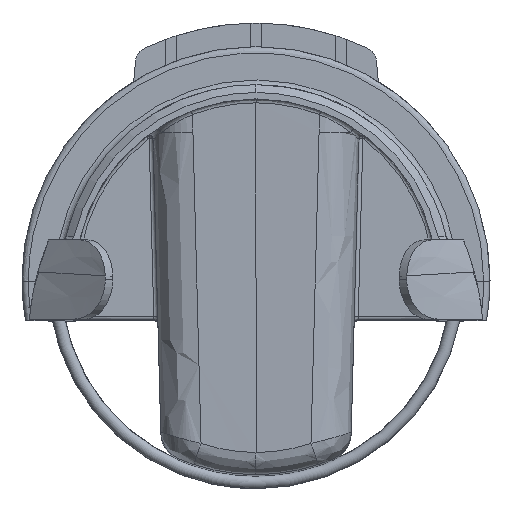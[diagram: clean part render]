
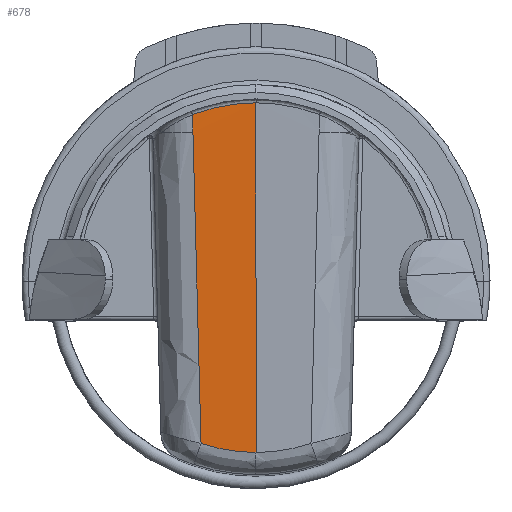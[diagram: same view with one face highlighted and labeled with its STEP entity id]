
A CAD part, top view. The second image highlights one B-rep face of the part: STEP entity #678.
In plain terms, the highlighted free-form (B-spline) face has degree [1, 3] with [2, 9] control points.
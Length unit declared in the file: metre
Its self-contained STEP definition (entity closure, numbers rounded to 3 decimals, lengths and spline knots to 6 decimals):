
#678=ADVANCED_FACE('0:24',(#1617),#1618,.F.);
#1617=FACE_OUTER_BOUND('',#4701,.T.);
#1618=B_SPLINE_SURFACE_WITH_KNOTS('',1,3,((#4702,#4703,#4704,#4705,#4706,#4707,#4708,#4709,#4710),(#4711,#4712,#4713,#4714,#4715,#4716,#4717,#4718,#4719)),.UNSPECIFIED.,.F.,.F.,.F.,(2,2),(4,2,3,4),(0.0,1.0),(1.570796,1.877351,2.183906,2.190037),.UNSPECIFIED.);
#4701=EDGE_LOOP('',(#12031,#12032,#12033,#12034,#12035));
#4702=CARTESIAN_POINT('',(0.,0.027938,0.133629));
#4703=CARTESIAN_POINT('',(-0.002308,0.027938,0.133629));
#4704=CARTESIAN_POINT('',(-0.004616,0.027581,0.133629));
#4705=CARTESIAN_POINT('',(-0.009017,0.026188,0.133629));
#4706=CARTESIAN_POINT('',(-0.01111,0.025151,0.133629));
#4707=CARTESIAN_POINT('',(-0.012998,0.023823,0.133629));
#4708=CARTESIAN_POINT('',(-0.013035,0.023796,0.133629));
#4709=CARTESIAN_POINT('',(-0.013073,0.02377,0.133629));
#4710=CARTESIAN_POINT('',(-0.013111,0.023743,0.133629));
#4711=CARTESIAN_POINT('',(0.,-0.033622,0.132017));
#4712=CARTESIAN_POINT('',(-0.002313,-0.033622,0.132017));
#4713=CARTESIAN_POINT('',(-0.004625,-0.033978,0.132017));
#4714=CARTESIAN_POINT('',(-0.009035,-0.035372,0.132017));
#4715=CARTESIAN_POINT('',(-0.011133,-0.036408,0.132017));
#4716=CARTESIAN_POINT('',(-0.013027,-0.037737,0.132018));
#4717=CARTESIAN_POINT('',(-0.013065,-0.037763,0.132018));
#4718=CARTESIAN_POINT('',(-0.013103,-0.03779,0.132018));
#4719=CARTESIAN_POINT('',(-0.013141,-0.037817,0.132018));
#12031=ORIENTED_EDGE('',*,*,#14880,.F.);
#12032=ORIENTED_EDGE('',*,*,#14881,.F.);
#12033=ORIENTED_EDGE('',*,*,#14739,.F.);
#12034=ORIENTED_EDGE('',*,*,#14882,.T.);
#12035=ORIENTED_EDGE('',*,*,#14883,.F.);
#14739=EDGE_CURVE('',#16070,#16417,#16458,.F.);
#14880=EDGE_CURVE('',#16672,#16673,#16674,.T.);
#14881=EDGE_CURVE('',#16417,#16672,#16675,.T.);
#14882=EDGE_CURVE('',#16070,#16005,#16676,.T.);
#14883=EDGE_CURVE('',#16673,#16005,#16677,.T.);
#16005=VERTEX_POINT('',#18463);
#16070=VERTEX_POINT('',#18574);
#16417=VERTEX_POINT('',#19332);
#16458=B_SPLINE_CURVE_WITH_KNOTS('',3,(#19394,#19395,#19396,#19397),.UNSPECIFIED.,.F.,.F.,(4,4),(0.0,1.0),.UNSPECIFIED.);
#16672=VERTEX_POINT('',#19880);
#16673=VERTEX_POINT('',#19881);
#16674=LINE('',#19882,#19883);
#16675=ELLIPSE('',#19884,0.725544,0.000434);
#16676=LINE('',#19885,#19886);
#16677=B_SPLINE_CURVE_WITH_KNOTS('',3,(#19887,#19888,#19889,#19890,#19891,#19892,#19893,#19894,#19895,#19896),.UNSPECIFIED.,.F.,.F.,(4,2,2,2,4),(0.,0.002046,0.004093,0.006139,0.008186),.UNSPECIFIED.);
#18463=CARTESIAN_POINT('',(0.,0.022713,0.133492));
#18574=CARTESIAN_POINT('',(0.,-0.021394,0.132338));
#19332=CARTESIAN_POINT('',(-0.006935,-0.020255,0.132396));
#19394=CARTESIAN_POINT('',(-0.006935,-0.020255,0.132396));
#19395=CARTESIAN_POINT('',(-0.004699,-0.02101,0.132357));
#19396=CARTESIAN_POINT('',(-0.002361,-0.021394,0.132338));
#19397=CARTESIAN_POINT('',(0.,-0.021394,0.132338));
#19880=CARTESIAN_POINT('',(-0.007956,0.01902,0.133434));
#19881=CARTESIAN_POINT('',(-0.008013,0.021225,0.133492));
#19882=CARTESIAN_POINT('',(-0.007956,0.01902,0.133434));
#19883=VECTOR('',#22878,1.0);
#19884=AXIS2_PLACEMENT_3D('',#22879,#22880,#22881);
#19885=CARTESIAN_POINT('',(0.,-0.021394,0.132338));
#19886=VECTOR('',#22882,1.0);
#19887=CARTESIAN_POINT('',(-0.008013,0.021225,0.133492));
#19888=CARTESIAN_POINT('',(-0.007375,0.021471,0.133492));
#19889=CARTESIAN_POINT('',(-0.006727,0.021686,0.133492));
#19890=CARTESIAN_POINT('',(-0.005414,0.022057,0.133492));
#19891=CARTESIAN_POINT('',(-0.004747,0.022213,0.133492));
#19892=CARTESIAN_POINT('',(-0.003404,0.022463,0.133492));
#19893=CARTESIAN_POINT('',(-0.002728,0.022556,0.133492));
#19894=CARTESIAN_POINT('',(-0.001369,0.022682,0.133492));
#19895=CARTESIAN_POINT('',(-0.000682,0.022713,0.133492));
#19896=CARTESIAN_POINT('',(0.,0.022713,0.133492));
#22878=DIRECTION('',(-0.026,0.999,0.026));
#22879=CARTESIAN_POINT('',(-0.001244,-0.235225,0.127163));
#22880=DIRECTION('',(0.975,0.031,-0.219));
#22881=DIRECTION('',(-0.026,0.999,0.026));
#22882=DIRECTION('',(0.,1.,0.026));
